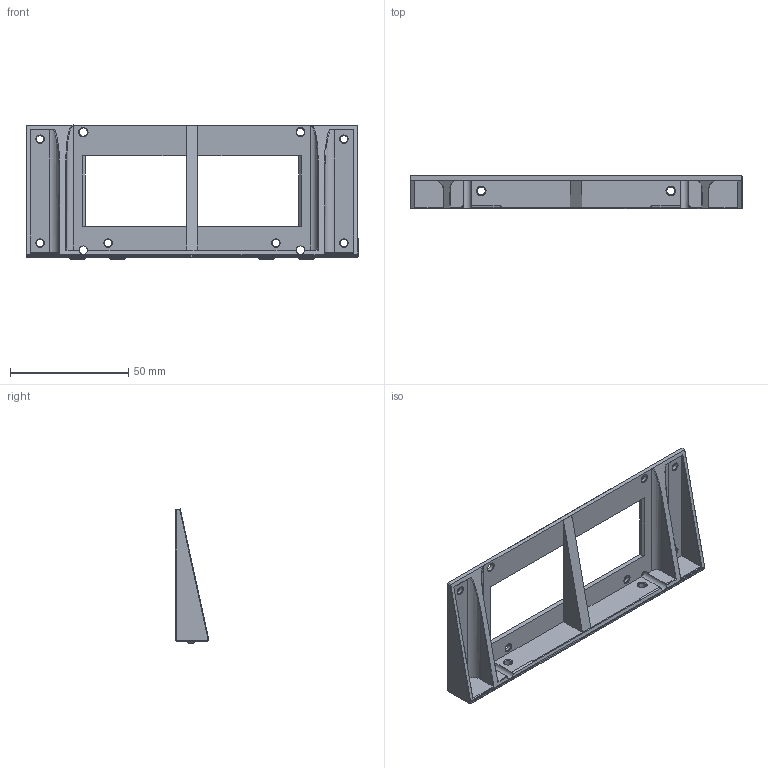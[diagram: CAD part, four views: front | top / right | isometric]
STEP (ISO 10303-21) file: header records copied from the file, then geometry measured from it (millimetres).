
FILE_DESCRIPTION(/* description */ (''),/* implementation_level */ '2;1');
FILE_NAME(/* name */ 'DooMicron_AC_Skirt_Bracket v1(Mirror)(Mirror).step',/* time_stamp */ '2024-11-12T19:22:34-05:00',/* author */ (''),/* organization */ (''),/* preprocessor_version */ 'ST-DEVELOPER v20',/* originating_system */ 'Autodesk Translation Framework v13.20.0.188',/* authorisation */ '');
FILE_SCHEMA (('AUTOMOTIVE_DESIGN { 1 0 10303 214 3 1 1 }'));
Length unit declared in the file: millimetre
Products named in the file (1): FusionComponent_31
Bounding box: 140.62 x 14 x 56.79 mm (x, y, z)
Volume: 19869.1 mm3; surface area: 17850 mm2
Topology: 1 solids, 1 shells, 152 faces, 394 edges, 245 vertices
Faces by surface type: plane 98, cone 22, cylinder 20, bspline 12
Full cylindrical faces by diameter (mm): 3.1 x4, 3.2 x2, 3.3 x3, 3.5 x3
Entity records: 5015 total; most frequent: CARTESIAN_POINT 1292, ORIENTED_EDGE 788, DIRECTION 699, EDGE_CURVE 394, LINE 287, VECTOR 287, VERTEX_POINT 245, AXIS2_PLACEMENT_3D 206
